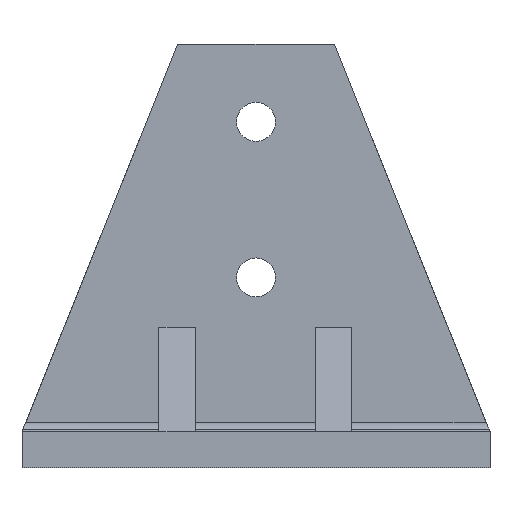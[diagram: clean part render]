
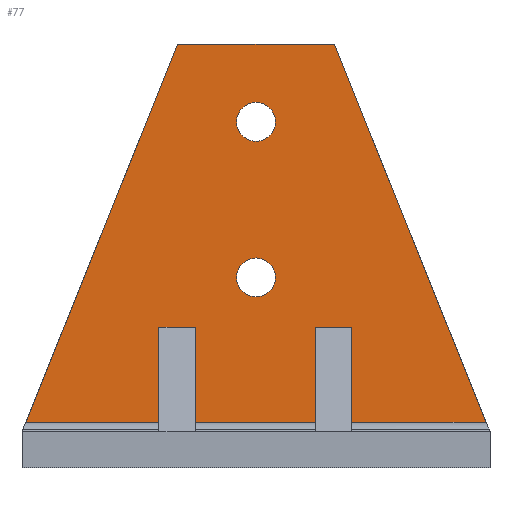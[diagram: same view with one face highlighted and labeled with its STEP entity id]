
A CAD part, front view. The second image highlights one B-rep face of the part: STEP entity #77.
In plain terms, the highlighted planar face has unit normal (0, -1, 0).
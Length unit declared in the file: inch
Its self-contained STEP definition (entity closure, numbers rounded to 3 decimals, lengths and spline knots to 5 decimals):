
#77=ADVANCED_FACE('',(#191,#192,#193),#194,.F.);
#191=FACE_OUTER_BOUND('',#354,.T.);
#192=FACE_BOUND('',#355,.T.);
#193=FACE_BOUND('',#356,.T.);
#194=PLANE('',#357);
#354=EDGE_LOOP('',(#652,#653,#654,#655,#656,#657,#658,#659,#660,#661,#662,#663));
#355=EDGE_LOOP('',(#664,#665,#666,#667));
#356=EDGE_LOOP('',(#668,#669,#670,#671));
#357=AXIS2_PLACEMENT_3D('',#672,#673,#674);
#652=ORIENTED_EDGE('',*,*,#1022,.F.);
#653=ORIENTED_EDGE('',*,*,#1023,.T.);
#654=ORIENTED_EDGE('',*,*,#1024,.T.);
#655=ORIENTED_EDGE('',*,*,#1025,.T.);
#656=ORIENTED_EDGE('',*,*,#1026,.F.);
#657=ORIENTED_EDGE('',*,*,#1027,.T.);
#658=ORIENTED_EDGE('',*,*,#1028,.T.);
#659=ORIENTED_EDGE('',*,*,#1029,.T.);
#660=ORIENTED_EDGE('',*,*,#1030,.F.);
#661=ORIENTED_EDGE('',*,*,#1031,.T.);
#662=ORIENTED_EDGE('',*,*,#1032,.T.);
#663=ORIENTED_EDGE('',*,*,#1033,.T.);
#664=ORIENTED_EDGE('',*,*,#1034,.T.);
#665=ORIENTED_EDGE('',*,*,#1035,.T.);
#666=ORIENTED_EDGE('',*,*,#1036,.T.);
#667=ORIENTED_EDGE('',*,*,#1037,.T.);
#668=ORIENTED_EDGE('',*,*,#1038,.T.);
#669=ORIENTED_EDGE('',*,*,#1039,.T.);
#670=ORIENTED_EDGE('',*,*,#1040,.T.);
#671=ORIENTED_EDGE('',*,*,#1041,.T.);
#672=CARTESIAN_POINT('',(2.42997,1.62459,1.58448));
#673=DIRECTION('',(0.,1.0,0.));
#674=DIRECTION('',(-0.0,0.,1.0));
#1022=EDGE_CURVE('',#1209,#1210,#1211,.T.);
#1023=EDGE_CURVE('',#1209,#1212,#1213,.T.);
#1024=EDGE_CURVE('',#1212,#1214,#1215,.T.);
#1025=EDGE_CURVE('',#1214,#1216,#1217,.T.);
#1026=EDGE_CURVE('',#1218,#1216,#1219,.T.);
#1027=EDGE_CURVE('',#1218,#1220,#1221,.T.);
#1028=EDGE_CURVE('',#1220,#1222,#1223,.T.);
#1029=EDGE_CURVE('',#1222,#1224,#1225,.T.);
#1030=EDGE_CURVE('',#1226,#1224,#1227,.T.);
#1031=EDGE_CURVE('',#1226,#1228,#1229,.T.);
#1032=EDGE_CURVE('',#1228,#1230,#1231,.T.);
#1033=EDGE_CURVE('',#1230,#1210,#1232,.T.);
#1034=EDGE_CURVE('',#1233,#1234,#1235,.T.);
#1035=EDGE_CURVE('',#1234,#1236,#1237,.T.);
#1036=EDGE_CURVE('',#1236,#1238,#1239,.T.);
#1037=EDGE_CURVE('',#1238,#1233,#1240,.T.);
#1038=EDGE_CURVE('',#1241,#1242,#1243,.T.);
#1039=EDGE_CURVE('',#1242,#1244,#1245,.T.);
#1040=EDGE_CURVE('',#1244,#1246,#1247,.T.);
#1041=EDGE_CURVE('',#1246,#1241,#1248,.T.);
#1209=VERTEX_POINT('',#1489);
#1210=VERTEX_POINT('',#1490);
#1211=LINE('',#1491,#1492);
#1212=VERTEX_POINT('',#1493);
#1213=LINE('',#1494,#1495);
#1214=VERTEX_POINT('',#1496);
#1215=LINE('',#1497,#1498);
#1216=VERTEX_POINT('',#1499);
#1217=LINE('',#1500,#1501);
#1218=VERTEX_POINT('',#1502);
#1219=LINE('',#1503,#1504);
#1220=VERTEX_POINT('',#1505);
#1221=LINE('',#1506,#1507);
#1222=VERTEX_POINT('',#1508);
#1223=LINE('',#1509,#1510);
#1224=VERTEX_POINT('',#1511);
#1225=LINE('',#1512,#1513);
#1226=VERTEX_POINT('',#1514);
#1227=LINE('',#1515,#1516);
#1228=VERTEX_POINT('',#1517);
#1229=LINE('',#1518,#1519);
#1230=VERTEX_POINT('',#1520);
#1231=LINE('',#1521,#1522);
#1232=LINE('',#1523,#1524);
#1233=VERTEX_POINT('',#1525);
#1234=VERTEX_POINT('',#1526);
#1235=B_SPLINE_CURVE_WITH_KNOTS('',3,(#1527,#1528,#1529,#1530),.UNSPECIFIED.,.F.,.F.,(4,4),(0.0,1.0),.UNSPECIFIED.);
#1236=VERTEX_POINT('',#1531);
#1237=B_SPLINE_CURVE_WITH_KNOTS('',3,(#1532,#1533,#1534,#1535),.UNSPECIFIED.,.F.,.F.,(4,4),(0.0,1.0),.UNSPECIFIED.);
#1238=VERTEX_POINT('',#1536);
#1239=B_SPLINE_CURVE_WITH_KNOTS('',3,(#1537,#1538,#1539,#1540),.UNSPECIFIED.,.F.,.F.,(4,4),(0.0,1.0),.UNSPECIFIED.);
#1240=B_SPLINE_CURVE_WITH_KNOTS('',3,(#1541,#1542,#1543,#1544),.UNSPECIFIED.,.F.,.F.,(4,4),(0.0,1.0),.UNSPECIFIED.);
#1241=VERTEX_POINT('',#1545);
#1242=VERTEX_POINT('',#1546);
#1243=B_SPLINE_CURVE_WITH_KNOTS('',3,(#1547,#1548,#1549,#1550),.UNSPECIFIED.,.F.,.F.,(4,4),(0.0,1.0),.UNSPECIFIED.);
#1244=VERTEX_POINT('',#1551);
#1245=B_SPLINE_CURVE_WITH_KNOTS('',3,(#1552,#1553,#1554,#1555),.UNSPECIFIED.,.F.,.F.,(4,4),(0.0,1.0),.UNSPECIFIED.);
#1246=VERTEX_POINT('',#1556);
#1247=B_SPLINE_CURVE_WITH_KNOTS('',3,(#1557,#1558,#1559,#1560),.UNSPECIFIED.,.F.,.F.,(4,4),(0.0,1.0),.UNSPECIFIED.);
#1248=B_SPLINE_CURVE_WITH_KNOTS('',3,(#1561,#1562,#1563,#1564),.UNSPECIFIED.,.F.,.F.,(4,4),(0.0,1.0),.UNSPECIFIED.);
#1489=CARTESIAN_POINT('',(4.81982,1.62459,0.1));
#1490=CARTESIAN_POINT('',(3.42244,1.62459,0.1));
#1491=CARTESIAN_POINT('',(2.42997,1.62459,0.1));
#1492=VECTOR('',#1889,1.0);
#1493=CARTESIAN_POINT('',(3.24414,1.62459,4.02702));
#1494=CARTESIAN_POINT('',(4.85994,1.62459,0.0));
#1495=VECTOR('',#1890,1.0);
#1496=CARTESIAN_POINT('',(1.6158,1.62459,4.02702));
#1497=CARTESIAN_POINT('',(3.24414,1.62459,4.02702));
#1498=VECTOR('',#1891,1.0);
#1499=CARTESIAN_POINT('',(0.04012,1.62459,0.1));
#1500=CARTESIAN_POINT('',(1.6158,1.62459,4.02702));
#1501=VECTOR('',#1892,1.0);
#1502=CARTESIAN_POINT('',(1.42244,1.62459,0.1));
#1503=CARTESIAN_POINT('',(2.42997,1.62459,0.1));
#1504=VECTOR('',#1893,1.0);
#1505=CARTESIAN_POINT('',(1.42244,1.62459,1.08738));
#1506=CARTESIAN_POINT('',(1.42244,1.62459,0.96945));
#1507=VECTOR('',#1894,1.0);
#1508=CARTESIAN_POINT('',(1.79744,1.62459,1.08738));
#1509=CARTESIAN_POINT('',(2.11371,1.62459,1.08738));
#1510=VECTOR('',#1895,1.0);
#1511=CARTESIAN_POINT('',(1.79744,1.62459,0.1));
#1512=CARTESIAN_POINT('',(1.79744,1.62459,0.96945));
#1513=VECTOR('',#1896,1.0);
#1514=CARTESIAN_POINT('',(3.04744,1.62459,0.1));
#1515=CARTESIAN_POINT('',(2.42997,1.62459,0.1));
#1516=VECTOR('',#1897,1.0);
#1517=CARTESIAN_POINT('',(3.04744,1.62459,1.08738));
#1518=CARTESIAN_POINT('',(3.04744,1.62459,0.96945));
#1519=VECTOR('',#1898,1.0);
#1520=CARTESIAN_POINT('',(3.42244,1.62459,1.08738));
#1521=CARTESIAN_POINT('',(2.92621,1.62459,1.08738));
#1522=VECTOR('',#1899,1.0);
#1523=CARTESIAN_POINT('',(3.42244,1.62459,0.96945));
#1524=VECTOR('',#1900,1.0);
#1525=CARTESIAN_POINT('',(2.63205,1.62459,1.60331));
#1526=CARTESIAN_POINT('',(2.42999,1.62459,1.40129));
#1527=CARTESIAN_POINT('',(2.63205,1.62459,1.60331));
#1528=CARTESIAN_POINT('',(2.63205,1.62459,1.49179));
#1529=CARTESIAN_POINT('',(2.54153,1.62459,1.40129));
#1530=CARTESIAN_POINT('',(2.42999,1.62459,1.40129));
#1531=CARTESIAN_POINT('',(2.22791,1.62459,1.60331));
#1532=CARTESIAN_POINT('',(2.42999,1.62459,1.40129));
#1533=CARTESIAN_POINT('',(2.31844,1.62459,1.40129));
#1534=CARTESIAN_POINT('',(2.22791,1.62459,1.49179));
#1535=CARTESIAN_POINT('',(2.22791,1.62459,1.60331));
#1536=CARTESIAN_POINT('',(2.42999,1.62459,1.80535));
#1537=CARTESIAN_POINT('',(2.22791,1.62459,1.60331));
#1538=CARTESIAN_POINT('',(2.22791,1.62459,1.71484));
#1539=CARTESIAN_POINT('',(2.31844,1.62459,1.80535));
#1540=CARTESIAN_POINT('',(2.42999,1.62459,1.80535));
#1541=CARTESIAN_POINT('',(2.42999,1.62459,1.80535));
#1542=CARTESIAN_POINT('',(2.54153,1.62459,1.80535));
#1543=CARTESIAN_POINT('',(2.63205,1.62459,1.71484));
#1544=CARTESIAN_POINT('',(2.63205,1.62459,1.60331));
#1545=CARTESIAN_POINT('',(2.63205,1.62459,3.21913));
#1546=CARTESIAN_POINT('',(2.42999,1.62459,3.01709));
#1547=CARTESIAN_POINT('',(2.63205,1.62459,3.21913));
#1548=CARTESIAN_POINT('',(2.63205,1.62459,3.1076));
#1549=CARTESIAN_POINT('',(2.54153,1.62459,3.01709));
#1550=CARTESIAN_POINT('',(2.42999,1.62459,3.01709));
#1551=CARTESIAN_POINT('',(2.22791,1.62459,3.21913));
#1552=CARTESIAN_POINT('',(2.42999,1.62459,3.01709));
#1553=CARTESIAN_POINT('',(2.31844,1.62459,3.01709));
#1554=CARTESIAN_POINT('',(2.22791,1.62459,3.1076));
#1555=CARTESIAN_POINT('',(2.22791,1.62459,3.21913));
#1556=CARTESIAN_POINT('',(2.42999,1.62459,3.42116));
#1557=CARTESIAN_POINT('',(2.22791,1.62459,3.21913));
#1558=CARTESIAN_POINT('',(2.22791,1.62459,3.33065));
#1559=CARTESIAN_POINT('',(2.31844,1.62459,3.42116));
#1560=CARTESIAN_POINT('',(2.42999,1.62459,3.42116));
#1561=CARTESIAN_POINT('',(2.42999,1.62459,3.42116));
#1562=CARTESIAN_POINT('',(2.54153,1.62459,3.42116));
#1563=CARTESIAN_POINT('',(2.63205,1.62459,3.33065));
#1564=CARTESIAN_POINT('',(2.63205,1.62459,3.21913));
#1889=DIRECTION('',(-1.0,0.,-0.0));
#1890=DIRECTION('',(-0.372,0.,0.928));
#1891=DIRECTION('',(-1.0,0.0,0.0));
#1892=DIRECTION('',(-0.372,0.,-0.928));
#1893=DIRECTION('',(-1.0,0.,-0.0));
#1894=DIRECTION('',(0.,0.,1.0));
#1895=DIRECTION('',(1.0,0.,0.));
#1896=DIRECTION('',(0.,0.,-1.0));
#1897=DIRECTION('',(-1.0,0.,-0.0));
#1898=DIRECTION('',(0.,0.,1.0));
#1899=DIRECTION('',(1.0,0.,0.));
#1900=DIRECTION('',(0.,0.,-1.0));
